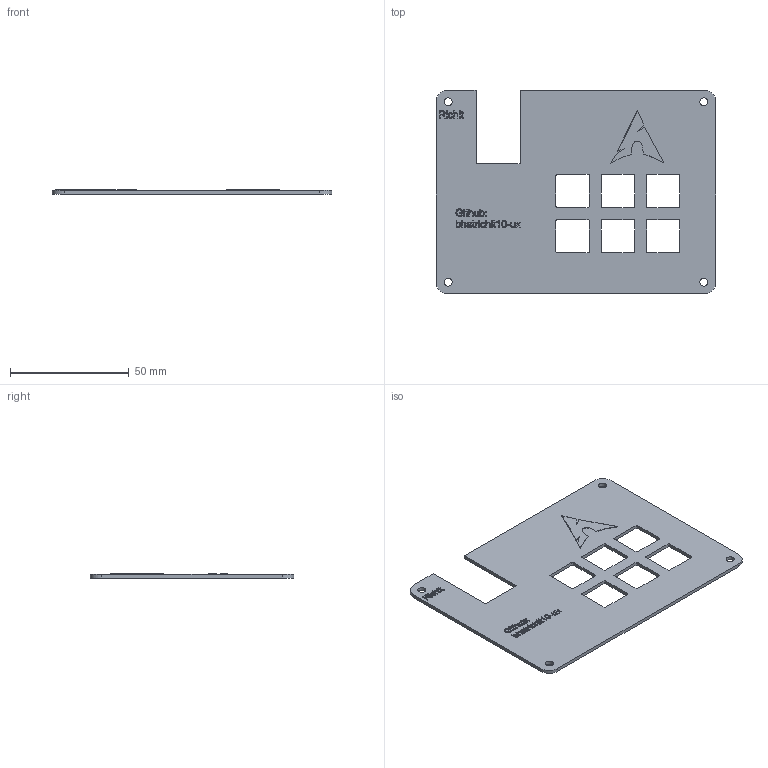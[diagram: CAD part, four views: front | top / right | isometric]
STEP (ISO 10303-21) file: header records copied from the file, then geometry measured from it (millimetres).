
FILE_DESCRIPTION(/* description */ (''),/* implementation_level */ '2;1');
FILE_NAME(/* name */ '37231792-fc71-427e-abe5-5e9d19abb3dc.stp',/* time_stamp */ '2025-12-16T15:09:42Z',/* author */ (''),/* organization */ (''),/* preprocessor_version */ 'ST-DEVELOPER v20.1',/* originating_system */ 'Autodesk Translation Framework v14.24.0.0',/* authorisation */ '');
FILE_SCHEMA (('AUTOMOTIVE_DESIGN { 1 0 10303 214 3 1 1 }'));
Length unit declared in the file: millimetre
Products named in the file (1): 2025-12-16-18-47-49-192
Bounding box: 117.61 x 85.82 x 1.7 mm (x, y, z)
Volume: 12470.3 mm3; surface area: 17901.6 mm2
Topology: 1 solids, 1 shells, 586 faces, 1632 edges, 1088 vertices
Faces by surface type: plane 282, bspline 272, cylinder 32
Full cylindrical faces by diameter (mm): 3.4 x4
Entity records: 21153 total; most frequent: CARTESIAN_POINT 7875, ORIENTED_EDGE 3264, DIRECTION 1782, EDGE_CURVE 1632, VERTEX_POINT 1088, LINE 1024, VECTOR 1024, EDGE_LOOP 646
